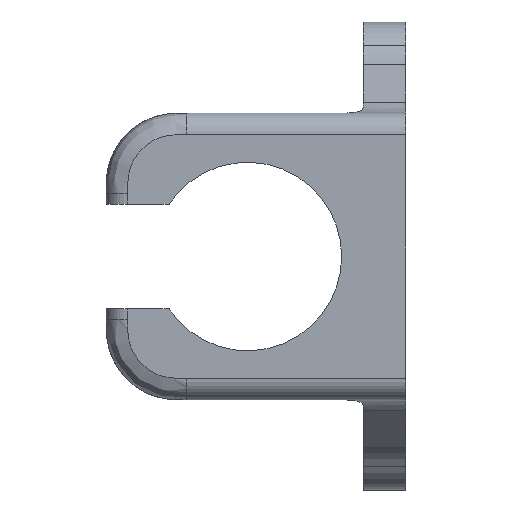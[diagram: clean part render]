
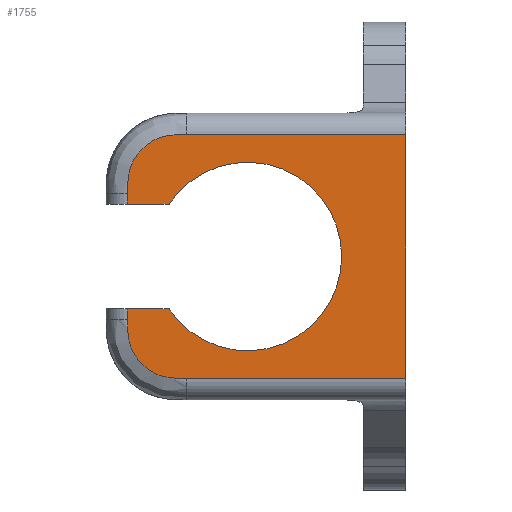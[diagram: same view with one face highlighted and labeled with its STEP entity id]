
A CAD part, front view. The second image highlights one B-rep face of the part: STEP entity #1755.
In plain terms, the highlighted planar face has unit normal (0, -1, 0).
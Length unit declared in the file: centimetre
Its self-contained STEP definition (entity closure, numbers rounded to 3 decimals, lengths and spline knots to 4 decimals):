
#43=PLANE('',#1907);
#105=FACE_OUTER_BOUND('',#202,.T.);
#202=EDGE_LOOP('',(#1348,#1349,#1350,#1351,#1352,#1353,#1354,#1355,#1356,
#1357));
#333=LINE('',#2823,#498);
#336=LINE('',#2835,#501);
#344=LINE('',#2857,#509);
#345=LINE('',#2864,#510);
#347=LINE('',#2962,#512);
#349=LINE('',#3062,#514);
#350=LINE('',#3064,#515);
#498=VECTOR('',#2182,1.);
#501=VECTOR('',#2193,1.);
#509=VECTOR('',#2219,1.);
#510=VECTOR('',#2226,1.);
#512=VECTOR('',#2234,1.);
#514=VECTOR('',#2242,1.);
#515=VECTOR('',#2245,1.);
#653=CIRCLE('',#1890,0.88);
#700=B_SPLINE_CURVE_WITH_KNOTS('',3,(#2934,#2935,#2936,#2937,#2938,#2939,
#2940,#2941,#2942,#2943,#2944,#2945,#2946),.UNSPECIFIED.,.F.,.F.,(4,1,1,
1,1,1,1,1,1,1,4),(-0.901,-0.7723,-0.7079,
-0.6436,-0.5149,-0.3861,-0.3218,
-0.2574,-0.1931,-0.1287,0.),
 .UNSPECIFIED.);
#702=B_SPLINE_CURVE_WITH_KNOTS('',3,(#3029,#3030,#3031,#3032,#3033,#3034,
#3035,#3036,#3037,#3038,#3039,#3040,#3041),.UNSPECIFIED.,.F.,.F.,(4,1,1,
1,1,1,1,1,1,1,4),(-0.901,-0.7723,-0.6436,
-0.5792,-0.5149,-0.4505,-0.3861,
-0.2574,-0.1287,-0.0965,0.),
 .UNSPECIFIED.);
#805=VERTEX_POINT('',#2820);
#806=VERTEX_POINT('',#2822);
#810=VERTEX_POINT('',#2832);
#811=VERTEX_POINT('',#2834);
#816=VERTEX_POINT('',#2856);
#818=VERTEX_POINT('',#2861);
#819=VERTEX_POINT('',#2863);
#821=VERTEX_POINT('',#2933);
#822=VERTEX_POINT('',#3028);
#824=VERTEX_POINT('',#3058);
#997=EDGE_CURVE('',#806,#805,#333,.T.);
#1003=EDGE_CURVE('',#811,#810,#336,.T.);
#1005=EDGE_CURVE('',#805,#811,#653,.T.);
#1014=EDGE_CURVE('',#806,#816,#344,.T.);
#1017=EDGE_CURVE('',#818,#819,#345,.T.);
#1020=EDGE_CURVE('',#819,#821,#700,.T.);
#1023=EDGE_CURVE('',#821,#810,#347,.T.);
#1024=EDGE_CURVE('',#816,#822,#702,.T.);
#1029=EDGE_CURVE('',#822,#824,#349,.T.);
#1030=EDGE_CURVE('',#824,#818,#350,.T.);
#1348=ORIENTED_EDGE('',*,*,#1003,.T.);
#1349=ORIENTED_EDGE('',*,*,#1023,.F.);
#1350=ORIENTED_EDGE('',*,*,#1020,.F.);
#1351=ORIENTED_EDGE('',*,*,#1017,.F.);
#1352=ORIENTED_EDGE('',*,*,#1030,.F.);
#1353=ORIENTED_EDGE('',*,*,#1029,.F.);
#1354=ORIENTED_EDGE('',*,*,#1024,.F.);
#1355=ORIENTED_EDGE('',*,*,#1014,.F.);
#1356=ORIENTED_EDGE('',*,*,#997,.T.);
#1357=ORIENTED_EDGE('',*,*,#1005,.T.);
#1755=ADVANCED_FACE('',(#105),#43,.T.);
#1890=AXIS2_PLACEMENT_3D('',#2838,#2197,#2198);
#1907=AXIS2_PLACEMENT_3D('',#3063,#2243,#2244);
#2182=DIRECTION('',(1.,0.,0.));
#2193=DIRECTION('',(-1.,0.,0.));
#2197=DIRECTION('center_axis',(0.,1.,0.));
#2198=DIRECTION('ref_axis',(-1.,0.,0.));
#2219=DIRECTION('',(0.,0.,1.));
#2226=DIRECTION('',(-1.,0.,0.));
#2234=DIRECTION('',(0.,0.,1.));
#2242=DIRECTION('',(1.,0.,0.));
#2243=DIRECTION('center_axis',(0.,-1.,0.));
#2244=DIRECTION('ref_axis',(1.,0.,0.));
#2245=DIRECTION('',(0.,0.,-1.));
#2820=CARTESIAN_POINT('',(-5.4118,-2.4612,0.4888));
#2822=CARTESIAN_POINT('',(-5.8,-2.4612,0.4888));
#2823=CARTESIAN_POINT('',(-4.9309,-2.4612,0.4888));
#2832=CARTESIAN_POINT('',(-5.8,-2.4612,-0.4888));
#2834=CARTESIAN_POINT('',(-5.4117,-2.4612,-0.4888));
#2835=CARTESIAN_POINT('',(-5.525,-2.4612,-0.4888));
#2838=CARTESIAN_POINT('Origin',(-4.68,-2.4612,0.0001));
#2856=CARTESIAN_POINT('',(-5.8,-2.4612,0.5888));
#2857=CARTESIAN_POINT('',(-5.8,-2.4612,-0.2446));
#2861=CARTESIAN_POINT('',(-3.2,-2.4612,-1.1388));
#2863=CARTESIAN_POINT('',(-5.25,-2.4612,-1.1388));
#2864=CARTESIAN_POINT('',(-4.425,-2.4612,-1.1388));
#2933=CARTESIAN_POINT('',(-5.8,-2.4612,-0.5888));
#2934=CARTESIAN_POINT('Ctrl Pts',(-5.25,-2.4612,-1.1388));
#2935=CARTESIAN_POINT('Ctrl Pts',(-5.2929,-2.4612,-1.1388));
#2936=CARTESIAN_POINT('Ctrl Pts',(-5.3572,-2.4612,-1.1391));
#2937=CARTESIAN_POINT('Ctrl Pts',(-5.4425,-2.4612,-1.1274));
#2938=CARTESIAN_POINT('Ctrl Pts',(-5.5254,-2.4612,-1.1039));
#2939=CARTESIAN_POINT('Ctrl Pts',(-5.6196,-2.4612,-1.0502));
#2940=CARTESIAN_POINT('Ctrl Pts',(-5.6959,-2.4612,-0.9736));
#2941=CARTESIAN_POINT('Ctrl Pts',(-5.7436,-2.4612,-0.902));
#2942=CARTESIAN_POINT('Ctrl Pts',(-5.7709,-2.4612,-0.8435));
#2943=CARTESIAN_POINT('Ctrl Pts',(-5.7886,-2.4612,-0.7814));
#2944=CARTESIAN_POINT('Ctrl Pts',(-5.8002,-2.4612,-0.6962));
#2945=CARTESIAN_POINT('Ctrl Pts',(-5.8,-2.4612,-0.6317));
#2946=CARTESIAN_POINT('Ctrl Pts',(-5.8,-2.4612,-0.5888));
#2962=CARTESIAN_POINT('',(-5.8,-2.4612,-0.2446));
#3028=CARTESIAN_POINT('',(-5.25,-2.4612,1.1388));
#3029=CARTESIAN_POINT('Ctrl Pts',(-5.8,-2.4612,0.5888));
#3030=CARTESIAN_POINT('Ctrl Pts',(-5.8,-2.4612,0.6317));
#3031=CARTESIAN_POINT('Ctrl Pts',(-5.8006,-2.4612,0.7175));
#3032=CARTESIAN_POINT('Ctrl Pts',(-5.7803,-2.4612,0.824));
#3033=CARTESIAN_POINT('Ctrl Pts',(-5.7436,-2.4612,0.9019));
#3034=CARTESIAN_POINT('Ctrl Pts',(-5.708,-2.4612,0.9557));
#3035=CARTESIAN_POINT('Ctrl Pts',(-5.6654,-2.4612,1.0041));
#3036=CARTESIAN_POINT('Ctrl Pts',(-5.6009,-2.4612,1.0609));
#3037=CARTESIAN_POINT('Ctrl Pts',(-5.5065,-2.4612,1.1147));
#3038=CARTESIAN_POINT('Ctrl Pts',(-5.4107,-2.4612,1.1334));
#3039=CARTESIAN_POINT('Ctrl Pts',(-5.3251,-2.4612,1.1388));
#3040=CARTESIAN_POINT('Ctrl Pts',(-5.2822,-2.4612,1.1388));
#3041=CARTESIAN_POINT('Ctrl Pts',(-5.25,-2.4612,1.1388));
#3058=CARTESIAN_POINT('',(-3.2,-2.4612,1.1388));
#3062=CARTESIAN_POINT('',(-4.675,-2.4612,1.1388));
#3063=CARTESIAN_POINT('Origin',(-4.4501,-2.4612,-0.0741));
#3064=CARTESIAN_POINT('',(-3.2,-2.4612,-1.2271));
